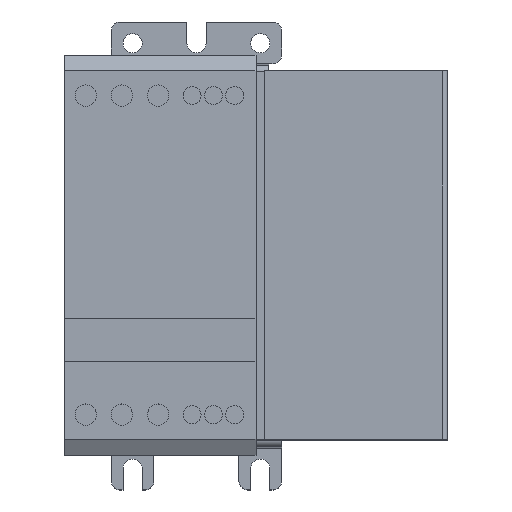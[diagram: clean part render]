
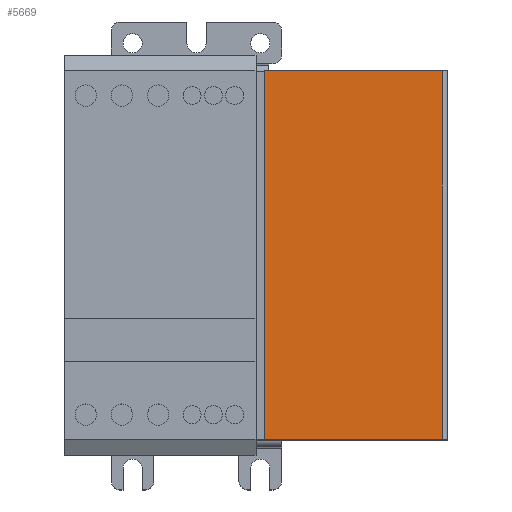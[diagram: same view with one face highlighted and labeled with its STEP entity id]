
A CAD part, top view. The second image highlights one B-rep face of the part: STEP entity #5669.
In plain terms, the highlighted planar face has unit normal (0, 0, 1).
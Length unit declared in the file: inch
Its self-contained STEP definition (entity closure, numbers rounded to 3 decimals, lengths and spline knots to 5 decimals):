
#83 = LINE ( 'NONE', #4440, #10886 ) ;
#737 = DIRECTION ( 'NONE',  ( 0., -1., 0. ) ) ;
#998 = EDGE_CURVE ( 'NONE', #11873, #14091, #2194, .T. ) ;
#1297 = DIRECTION ( 'NONE',  ( 1., 0., 0. ) ) ;
#1327 = LINE ( 'NONE', #5670, #13754 ) ;
#1591 = CARTESIAN_POINT ( 'NONE',  ( 2.60827, 0., 1.61417 ) ) ;
#2194 = LINE ( 'NONE', #3409, #3339 ) ;
#3000 = EDGE_CURVE ( 'NONE', #7998, #10901, #83, .T. ) ;
#3339 = VECTOR ( 'NONE', #6480, 39.37008 ) ;
#3409 = CARTESIAN_POINT ( 'NONE',  ( 2.60827, 1.70472, 1.61417 ) ) ;
#3794 = CARTESIAN_POINT ( 'NONE',  ( 0.96457, 1.70472, 1.61417 ) ) ;
#3850 = PLANE ( 'NONE',  #9324 ) ;
#3945 = LINE ( 'NONE', #1591, #9881 ) ;
#4440 = CARTESIAN_POINT ( 'NONE',  ( 0.77726, -1.70472, 1.61417 ) ) ;
#5218 = CARTESIAN_POINT ( 'NONE',  ( 2.60827, 1.70472, 1.61417 ) ) ;
#5669 = ADVANCED_FACE ( 'NONE', ( #10608 ), #3850, .T. ) ;
#5670 = CARTESIAN_POINT ( 'NONE',  ( 0.96457, 0., 1.61417 ) ) ;
#5765 = CARTESIAN_POINT ( 'NONE',  ( 2.60827, -1.70472, 1.61417 ) ) ;
#6199 = CARTESIAN_POINT ( 'NONE',  ( 2.60827, 0., 1.61417 ) ) ;
#6272 = EDGE_LOOP ( 'NONE', ( #10354, #12373, #6633, #9172 ) ) ;
#6480 = DIRECTION ( 'NONE',  ( -1., 0., 0. ) ) ;
#6633 = ORIENTED_EDGE ( 'NONE', *, *, #10180, .T. ) ;
#7136 = DIRECTION ( 'NONE',  ( -1., 0., 0. ) ) ;
#7998 = VERTEX_POINT ( 'NONE', #8425 ) ;
#8425 = CARTESIAN_POINT ( 'NONE',  ( 0.96457, -1.70472, 1.61417 ) ) ;
#9172 = ORIENTED_EDGE ( 'NONE', *, *, #3000, .T. ) ;
#9324 = AXIS2_PLACEMENT_3D ( 'NONE', #6199, #12813, #7136 ) ;
#9881 = VECTOR ( 'NONE', #737, 39.37008 ) ;
#10007 = DIRECTION ( 'NONE',  ( 0., -1., 0. ) ) ;
#10180 = EDGE_CURVE ( 'NONE', #14091, #7998, #1327, .T. ) ;
#10354 = ORIENTED_EDGE ( 'NONE', *, *, #12950, .F. ) ;
#10608 = FACE_OUTER_BOUND ( 'NONE', #6272, .T. ) ;
#10886 = VECTOR ( 'NONE', #1297, 39.37008 ) ;
#10901 = VERTEX_POINT ( 'NONE', #5765 ) ;
#11873 = VERTEX_POINT ( 'NONE', #5218 ) ;
#12373 = ORIENTED_EDGE ( 'NONE', *, *, #998, .T. ) ;
#12813 = DIRECTION ( 'NONE',  ( 0., 0., 1. ) ) ;
#12950 = EDGE_CURVE ( 'NONE', #11873, #10901, #3945, .T. ) ;
#13754 = VECTOR ( 'NONE', #10007, 39.37008 ) ;
#14091 = VERTEX_POINT ( 'NONE', #3794 ) ;
